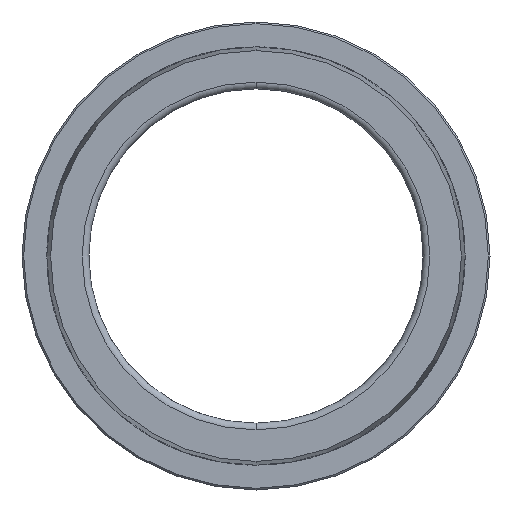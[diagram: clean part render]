
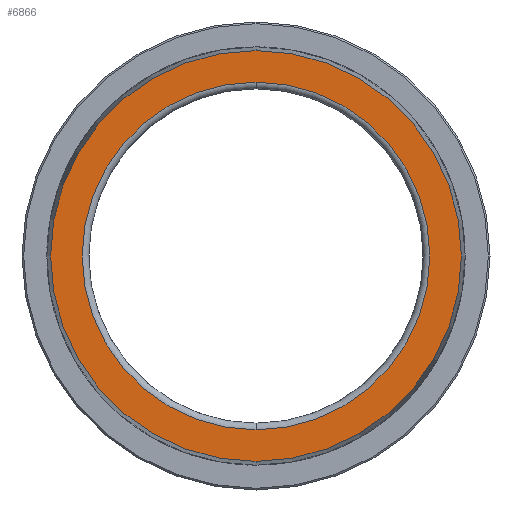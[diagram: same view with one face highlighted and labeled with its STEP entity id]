
A CAD part, front view. The second image highlights one B-rep face of the part: STEP entity #6866.
In plain terms, the highlighted planar face has unit normal (0, -1, 0).
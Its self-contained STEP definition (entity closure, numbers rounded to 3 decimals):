
#109 = DIRECTION ( 'NONE',  ( 0., 0., -1. ) ) ;
#780 = EDGE_CURVE ( 'NONE', #26478, #8238, #17535, .T. ) ;
#2111 = CIRCLE ( 'NONE', #22840, 52. ) ;
#3023 = ORIENTED_EDGE ( 'NONE', *, *, #16407, .F. ) ;
#4426 = CARTESIAN_POINT ( 'NONE',  ( 0., -18.071, 0. ) ) ;
#4843 = FACE_BOUND ( 'NONE', #12977, .T. ) ;
#6858 = CARTESIAN_POINT ( 'NONE',  ( 0., -18.071, 52. ) ) ;
#6866 = ADVANCED_FACE ( 'NONE', ( #8278, #4843 ), #27756, .T. ) ;
#8092 = CARTESIAN_POINT ( 'NONE',  ( 0., -18.071, 0. ) ) ;
#8238 = VERTEX_POINT ( 'NONE', #19371 ) ;
#8278 = FACE_OUTER_BOUND ( 'NONE', #15356, .T. ) ;
#8699 = DIRECTION ( 'NONE',  ( 0., -1., 0. ) ) ;
#8909 = DIRECTION ( 'NONE',  ( 0., 0., -1. ) ) ;
#9999 = DIRECTION ( 'NONE',  ( 0., 0., -1. ) ) ;
#10061 = CIRCLE ( 'NONE', #27446, 61.45 ) ;
#10900 = DIRECTION ( 'NONE',  ( 0., 0., -1. ) ) ;
#11328 = CARTESIAN_POINT ( 'NONE',  ( 0., -18.071, -61.45 ) ) ;
#12016 = DIRECTION ( 'NONE',  ( 0., -1., 0. ) ) ;
#12089 = ORIENTED_EDGE ( 'NONE', *, *, #780, .F. ) ;
#12514 = DIRECTION ( 'NONE',  ( 0., -1., 0. ) ) ;
#12977 = EDGE_LOOP ( 'NONE', ( #3023, #12089 ) ) ;
#13035 = CIRCLE ( 'NONE', #25247, 61.45 ) ;
#13255 = DIRECTION ( 'NONE',  ( 0., -1., 0. ) ) ;
#13513 = EDGE_CURVE ( 'NONE', #23547, #26535, #10061, .T. ) ;
#14115 = ORIENTED_EDGE ( 'NONE', *, *, #13513, .T. ) ;
#15356 = EDGE_LOOP ( 'NONE', ( #17937, #14115 ) ) ;
#15899 = DIRECTION ( 'NONE',  ( 0., -1., 0. ) ) ;
#16407 = EDGE_CURVE ( 'NONE', #8238, #26478, #2111, .T. ) ;
#16850 = AXIS2_PLACEMENT_3D ( 'NONE', #4426, #13255, #8909 ) ;
#17535 = CIRCLE ( 'NONE', #16850, 52. ) ;
#17937 = ORIENTED_EDGE ( 'NONE', *, *, #20285, .T. ) ;
#18165 = DIRECTION ( 'NONE',  ( 0., 0., -1. ) ) ;
#19027 = CARTESIAN_POINT ( 'NONE',  ( 52., -18.071, 0. ) ) ;
#19371 = CARTESIAN_POINT ( 'NONE',  ( 0., -18.071, -52. ) ) ;
#20121 = AXIS2_PLACEMENT_3D ( 'NONE', #19027, #12016, #9999 ) ;
#20285 = EDGE_CURVE ( 'NONE', #26535, #23547, #13035, .T. ) ;
#20680 = CARTESIAN_POINT ( 'NONE',  ( 0., -18.071, 0. ) ) ;
#22840 = AXIS2_PLACEMENT_3D ( 'NONE', #20680, #15899, #18165 ) ;
#23547 = VERTEX_POINT ( 'NONE', #11328 ) ;
#23883 = CARTESIAN_POINT ( 'NONE',  ( 0., -18.071, 61.45 ) ) ;
#25247 = AXIS2_PLACEMENT_3D ( 'NONE', #28382, #8699, #10900 ) ;
#26478 = VERTEX_POINT ( 'NONE', #6858 ) ;
#26535 = VERTEX_POINT ( 'NONE', #23883 ) ;
#27446 = AXIS2_PLACEMENT_3D ( 'NONE', #8092, #12514, #109 ) ;
#27756 = PLANE ( 'NONE',  #20121 ) ;
#28382 = CARTESIAN_POINT ( 'NONE',  ( 0., -18.071, 0. ) ) ;
